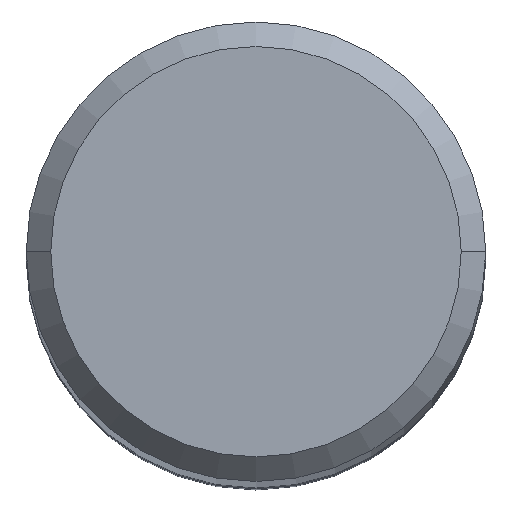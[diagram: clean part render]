
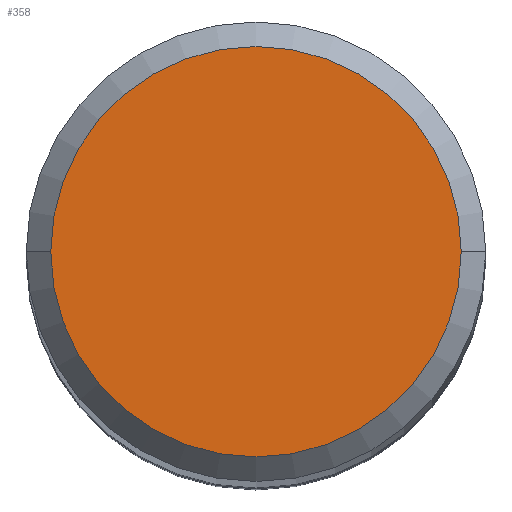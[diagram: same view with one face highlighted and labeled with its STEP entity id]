
A CAD part, top view. The second image highlights one B-rep face of the part: STEP entity #358.
In plain terms, the highlighted planar face has unit normal (0, 0, 1).
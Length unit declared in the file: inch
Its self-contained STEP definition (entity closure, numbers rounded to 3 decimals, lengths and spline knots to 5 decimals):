
#5 = DIRECTION ( 'NONE',  ( 0., 0., 1. ) ) ;
#12 = FACE_OUTER_BOUND ( 'NONE', #266, .T. ) ;
#19 = CIRCLE ( 'NONE', #47, 0.1675 ) ;
#28 = ORIENTED_EDGE ( 'NONE', *, *, #344, .T. ) ;
#46 = DIRECTION ( 'NONE',  ( 0., 0., -1. ) ) ;
#47 = AXIS2_PLACEMENT_3D ( 'NONE', #169, #297, #208 ) ;
#49 = CARTESIAN_POINT ( 'NONE',  ( 0., 0.1675, 0. ) ) ;
#116 = AXIS2_PLACEMENT_3D ( 'NONE', #126, #5, #163 ) ;
#126 = CARTESIAN_POINT ( 'NONE',  ( 0., 0., 0. ) ) ;
#163 = DIRECTION ( 'NONE',  ( 1., 0., 0. ) ) ;
#169 = CARTESIAN_POINT ( 'NONE',  ( 0., 0., 0. ) ) ;
#202 = PLANE ( 'NONE',  #501 ) ;
#208 = DIRECTION ( 'NONE',  ( 1., 0., 0. ) ) ;
#262 = CIRCLE ( 'NONE', #116, 0.1675 ) ;
#266 = EDGE_LOOP ( 'NONE', ( #28, #538 ) ) ;
#297 = DIRECTION ( 'NONE',  ( 0., 0., 1. ) ) ;
#344 = EDGE_CURVE ( 'NONE', #353, #514, #19, .T. ) ;
#353 = VERTEX_POINT ( 'NONE', #520 ) ;
#358 = ADVANCED_FACE ( 'NONE', ( #12 ), #202, .F. ) ;
#414 = CARTESIAN_POINT ( 'NONE',  ( 0.1675, 0., 0. ) ) ;
#429 = EDGE_CURVE ( 'NONE', #514, #353, #262, .T. ) ;
#476 = DIRECTION ( 'NONE',  ( -1., 0., 0. ) ) ;
#501 = AXIS2_PLACEMENT_3D ( 'NONE', #49, #46, #476 ) ;
#514 = VERTEX_POINT ( 'NONE', #414 ) ;
#520 = CARTESIAN_POINT ( 'NONE',  ( -0.1675, 0., 0. ) ) ;
#538 = ORIENTED_EDGE ( 'NONE', *, *, #429, .T. ) ;
